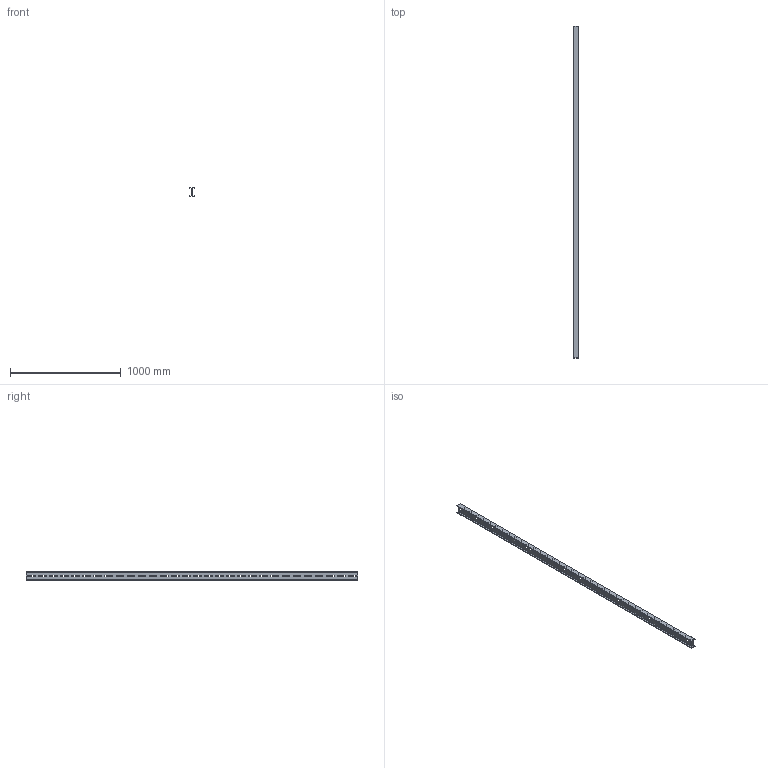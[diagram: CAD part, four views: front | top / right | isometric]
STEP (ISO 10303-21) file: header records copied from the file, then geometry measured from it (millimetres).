
FILE_DESCRIPTION((''),'2;1');
FILE_NAME('6337244','2012-07-18T',('AndreasKeweloh'),(''),'PRO/ENGINEER BY PARAMETRIC TECHNOLOGY CORPORATION, 2012130','PRO/ENGINEER BY PARAMETRIC TECHNOLOGY CORPORATION, 2012130','');
FILE_SCHEMA(('CONFIG_CONTROL_DESIGN'));
Length unit declared in the file: millimetre
Products named in the file (1): 6337244
Bounding box: 42 x 3000 x 80 mm (x, y, z)
Volume: 2120969.4 mm3; surface area: 870194.5 mm2
Topology: 1 solids, 1 shells, 142 faces, 420 edges, 280 vertices
Faces by surface type: plane 134, cylinder 8
Entity records: 4818 total; most frequent: CARTESIAN_POINT 842, ORIENTED_EDGE 840, DIRECTION 720, EDGE_CURVE 420, VECTOR 404, LINE 404, VERTEX_POINT 280, EDGE_LOOP 202
